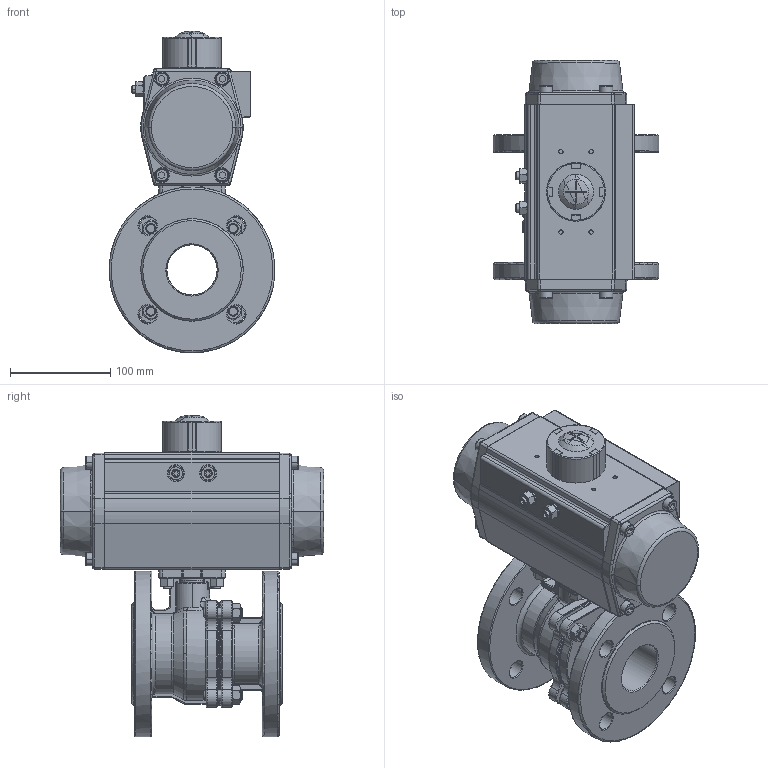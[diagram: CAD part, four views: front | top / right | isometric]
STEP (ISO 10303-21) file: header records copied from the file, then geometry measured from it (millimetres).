
FILE_DESCRIPTION(('HOOPS Exchange Step'),'2;1');
FILE_NAME('PK0501_DN50.stp','2025-04-11T14:01:42+02:00',('nieru'),('Unknown organisation'),'HOOPS Exchange 2024.2','HOOPS Exchange','Unknown authorisation');
FILE_SCHEMA( ('AP203_CONFIGURATION_CONTROLLED_3D_DESIGN_OF_MECHANICAL_PARTS_AND_ASSEMBLIES_MIM_LF') );
Length unit declared in the file: millimetre
Products named in the file (8): 0; root
Assembly tree (7 placements, depth 4):
  root
    0
      0
        0
        0
        0
        0
      0
Bounding box: 164.66 x 262 x 320.19 mm (x, y, z)
Volume: 2732467.3 mm3; surface area: 464277 mm2
Topology: 47 solids, 47 shells, 1613 faces, 3908 edges, 2409 vertices
Faces by surface type: plane 528, cylinder 504, torus 258, cone 146, bspline 131, sphere 46
Full cylindrical faces by diameter (mm): 6.8 x1, 9 x4, 18 x9, 22 x1, 26 x1, 28 x2, 35 x1, 102 x2, 103.4 x1, 165 x2
Entity records: 95098 total; most frequent: CARTESIAN_POINT 58365, ORIENTED_EDGE 7742, DIRECTION 7420, EDGE_CURVE 3871, AXIS2_PLACEMENT_3D 2970, VERTEX_POINT 2411, EDGE_LOOP 1776, FACE_BOUND 1776
